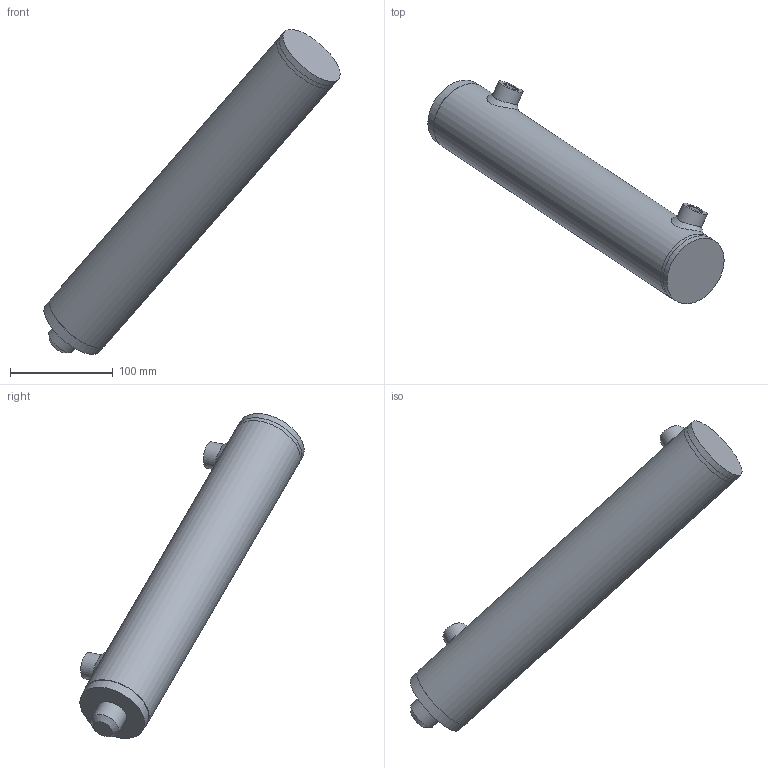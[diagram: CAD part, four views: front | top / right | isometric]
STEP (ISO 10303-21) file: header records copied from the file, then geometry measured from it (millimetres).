
FILE_DESCRIPTION(/* description */ (''),/* implementation_level */ '2;1');
FILE_NAME(/* name */ 'CY0600300250A00A00-1.stp',/* time_stamp */ '2026-04-14T11:36:10+02:00',/* author */ ('muc'),/* organization */ (''),/* preprocessor_version */ 'ST-DEVELOPER v20',/* originating_system */ 'Autodesk Inventor 2022',/* authorisation */ '');
FILE_SCHEMA (('CONFIG_CONTROL_DESIGN'));
Length unit declared in the file: millimetre
Products named in the file (10): Assembly3; CY0600300250A00A00-1; CY0600300250A00A00-1_1; Rør; NBBORSG3-8; stok; NBP000060027; Wuerth_036824_DIN 985, stål I6I/I8I, forzinket; NBF000060070; NBT007006030
Assembly tree (10 placements, depth 3):
  Assembly3
    CY0600300250A00A00-1
      CY0600300250A00A00-1_1
      Rør
      NBBORSG3-8  x2
      stok
      NBP000060027
      Wuerth_036824_DIN 985, stål I6I/I8I, forzinket
      NBF000060070
      NBT007006030
Bounding box: 289.01 x 218.87 x 316.92 mm (x, y, z)
Volume: 894729.6 mm3; surface area: 260428.8 mm2
Topology: 11 solids, 11 shells, 126 faces, 252 edges, 165 vertices
Faces by surface type: cylinder 50, plane 45, cone 29, bspline 2
Full cylindrical faces by diameter (mm): 6 x2, 14.95 x2, 21.6 x1, 24 x3, 26 x4, 27 x3, 30 x5, 30.778 x1, 35.294 x2, 40.219 x1, 45 x1, 55 x3, 60 x7, 62 x1, 64 x2, 69 x1, 70 x3
Entity records: 4421 total; most frequent: CARTESIAN_POINT 1477, DIRECTION 591, ORIENTED_EDGE 482, AXIS2_PLACEMENT_3D 260, EDGE_CURVE 241, VERTEX_POINT 158, EDGE_LOOP 157, CIRCLE 122
